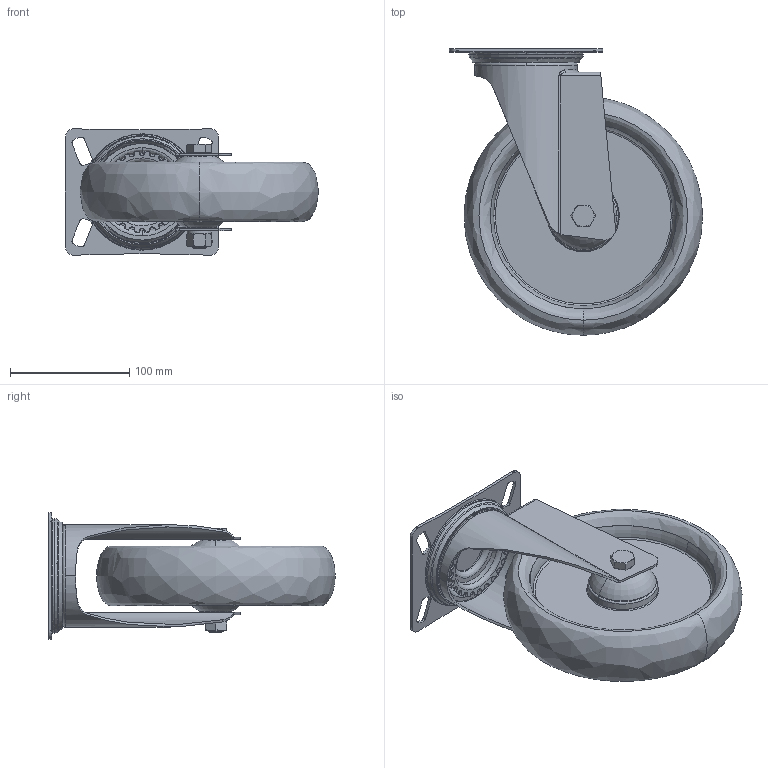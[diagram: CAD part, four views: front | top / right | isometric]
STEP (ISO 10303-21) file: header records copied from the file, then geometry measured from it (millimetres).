
FILE_DESCRIPTION (( 'STEP AP214' ), '1' );
FILE_NAME ('0027481.step', '2021-05-20T08:47:18', ( 'Windows-Benutzer' ), ( '' ), 'SwSTEP 2.0', 'SolidWorks 2020', '' );
FILE_SCHEMA (( 'AUTOMOTIVE_DESIGN' ));
Length unit declared in the file: millimetre
Products named in the file (1): 0027481
Bounding box: 212.25 x 239.99 x 106 mm (x, y, z)
Volume: 920377.9 mm3; surface area: 296100.1 mm2
Topology: 11 solids, 11 shells, 453 faces, 1061 edges, 652 vertices
Faces by surface type: bspline 135, cylinder 103, plane 93, torus 62, cone 60
Entity records: 33332 total; most frequent: CARTESIAN_POINT 18614, ORIENTED_EDGE 2122, DIRECTION 1845, EDGE_CURVE 1061, AXIS2_PLACEMENT_3D 795, VERTEX_POINT 652, EDGE_LOOP 503, CIRCLE 476
